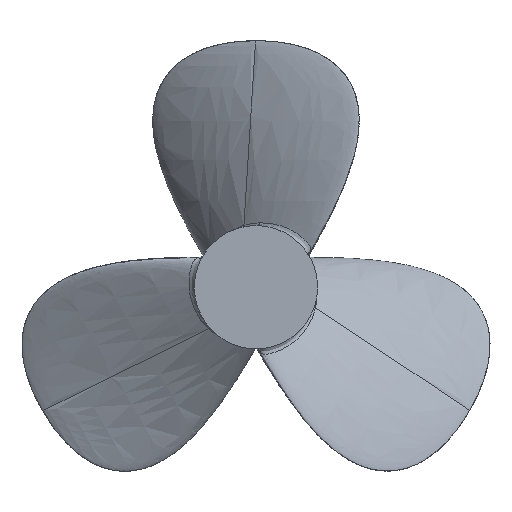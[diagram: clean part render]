
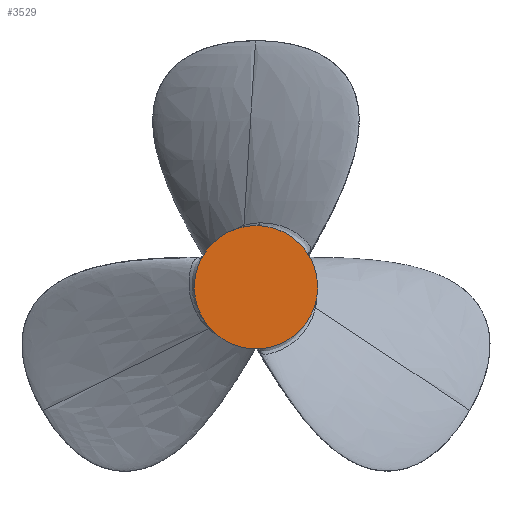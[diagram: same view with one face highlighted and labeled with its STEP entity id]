
A CAD part, top view. The second image highlights one B-rep face of the part: STEP entity #3529.
In plain terms, the highlighted free-form (B-spline) face has degree [1, 1] with [2, 2] control points.
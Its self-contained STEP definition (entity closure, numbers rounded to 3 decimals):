
#126 = VERTEX_POINT('',#127);
#127 = CARTESIAN_POINT('',(0.,-43.53,72.549));
#135 = EDGE_CURVE('',#136,#126,#138,.T.);
#136 = VERTEX_POINT('',#137);
#137 = CARTESIAN_POINT('',(0.,43.53,72.549));
#138 = ( BOUNDED_CURVE() B_SPLINE_CURVE(2,(#139,#140,#141,#142,#143),
.UNSPECIFIED.,.F.,.F.) B_SPLINE_CURVE_WITH_KNOTS((3,2,3),(0.,
1.571,3.142),.PIECEWISE_BEZIER_KNOTS.) CURVE() 
GEOMETRIC_REPRESENTATION_ITEM() RATIONAL_B_SPLINE_CURVE((1.,
0.707,1.,0.707,1.)) REPRESENTATION_ITEM('') );
#139 = CARTESIAN_POINT('',(0.,43.53,72.549));
#140 = CARTESIAN_POINT('',(-43.53,43.53,
    72.549));
#141 = CARTESIAN_POINT('',(-43.53,0.,
    72.549));
#142 = CARTESIAN_POINT('',(-43.53,-43.53,
    72.549));
#143 = CARTESIAN_POINT('',(0.,-43.53,
    72.549));
#1173 = EDGE_CURVE('',#136,#126,#1174,.T.);
#1174 = ( BOUNDED_CURVE() B_SPLINE_CURVE(2,(#1175,#1176,#1177,#1178,
#1179),.UNSPECIFIED.,.F.,.F.) B_SPLINE_CURVE_WITH_KNOTS((3,2,3),(0.,
1.571,3.142),.PIECEWISE_BEZIER_KNOTS.) CURVE() 
GEOMETRIC_REPRESENTATION_ITEM() RATIONAL_B_SPLINE_CURVE((1.,
0.707,1.,0.707,1.)) REPRESENTATION_ITEM('') );
#1175 = CARTESIAN_POINT('',(0.,43.53,72.549));
#1176 = CARTESIAN_POINT('',(43.53,43.53,
    72.549));
#1177 = CARTESIAN_POINT('',(43.53,0.,
    72.549));
#1178 = CARTESIAN_POINT('',(43.53,-43.53,
    72.549));
#1179 = CARTESIAN_POINT('',(0.,-43.53,
    72.549));
#3529 = ADVANCED_FACE('',(#3530),#3534,.F.);
#3530 = FACE_BOUND('',#3531,.F.);
#3531 = EDGE_LOOP('',(#3532,#3533));
#3532 = ORIENTED_EDGE('',*,*,#135,.F.);
#3533 = ORIENTED_EDGE('',*,*,#1173,.T.);
#3534 = B_SPLINE_SURFACE_WITH_KNOTS('',1,1,(
    (#3535,#3536)
    ,(#3537,#3538
    )),.UNSPECIFIED.,.F.,.F.,.F.,(2,2),(2,2),(-1.56,1.56),(
    -1.561,1.561),.PIECEWISE_BEZIER_KNOTS.);
#3535 = CARTESIAN_POINT('',(45.308,45.271,
    72.549));
#3536 = CARTESIAN_POINT('',(-45.308,45.271,
    72.549));
#3537 = CARTESIAN_POINT('',(45.308,-45.271,
    72.549));
#3538 = CARTESIAN_POINT('',(-45.308,-45.271,
    72.549));
